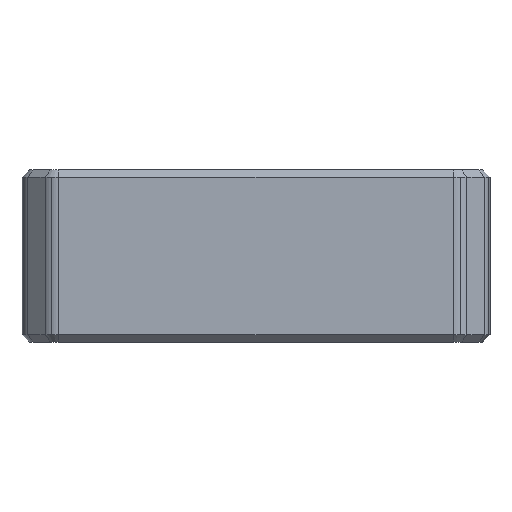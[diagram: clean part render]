
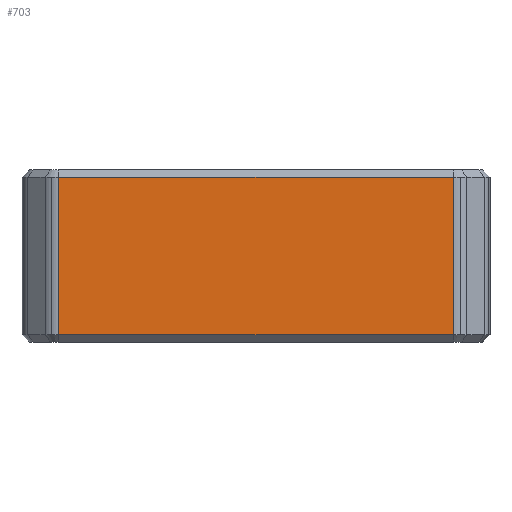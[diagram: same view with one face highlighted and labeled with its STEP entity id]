
A CAD part, front view. The second image highlights one B-rep face of the part: STEP entity #703.
In plain terms, the highlighted planar face has unit normal (0, -1, 0).
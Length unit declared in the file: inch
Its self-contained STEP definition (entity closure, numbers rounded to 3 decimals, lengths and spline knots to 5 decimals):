
#131 = VERTEX_POINT ( 'NONE', #1663 ) ;
#138 = LINE ( 'NONE', #525, #2362 ) ;
#210 = VERTEX_POINT ( 'NONE', #2188 ) ;
#276 = LINE ( 'NONE', #1531, #1779 ) ;
#299 = DIRECTION ( 'NONE',  ( 0., 0., 1. ) ) ;
#340 = VERTEX_POINT ( 'NONE', #1617 ) ;
#349 = ORIENTED_EDGE ( 'NONE', *, *, #413, .T. ) ;
#409 = DIRECTION ( 'NONE',  ( 1., 0., 0. ) ) ;
#413 = EDGE_CURVE ( 'NONE', #210, #340, #276, .T. ) ;
#525 = CARTESIAN_POINT ( 'NONE',  ( 0.3937, 0., -1.37101 ) ) ;
#566 = EDGE_CURVE ( 'NONE', #1698, #340, #1171, .T. ) ;
#703 = ADVANCED_FACE ( 'NONE', ( #833 ), #1285, .F. ) ;
#763 = DIRECTION ( 'NONE',  ( -1., 0., 0. ) ) ;
#833 = FACE_OUTER_BOUND ( 'NONE', #1238, .T. ) ;
#922 = VECTOR ( 'NONE', #1407, 39.37008 ) ;
#961 = ORIENTED_EDGE ( 'NONE', *, *, #2320, .T. ) ;
#998 = VECTOR ( 'NONE', #299, 39.37008 ) ;
#1027 = ORIENTED_EDGE ( 'NONE', *, *, #566, .F. ) ;
#1171 = LINE ( 'NONE', #2215, #922 ) ;
#1228 = DIRECTION ( 'NONE',  ( 1., 0., 0. ) ) ;
#1238 = EDGE_LOOP ( 'NONE', ( #1027, #961, #2107, #349 ) ) ;
#1285 = PLANE ( 'NONE',  #2057 ) ;
#1407 = DIRECTION ( 'NONE',  ( 0., 0., -1. ) ) ;
#1432 = DIRECTION ( 'NONE',  ( 0., 1., 0. ) ) ;
#1531 = CARTESIAN_POINT ( 'NONE',  ( 0.2351, 0., -2.01599 ) ) ;
#1617 = CARTESIAN_POINT ( 'NONE',  ( 0.2351, 0., -2.01599 ) ) ;
#1640 = CARTESIAN_POINT ( 'NONE',  ( 0.3937, 0., -1.5748 ) ) ;
#1663 = CARTESIAN_POINT ( 'NONE',  ( -1.38471, 0., -1.37101 ) ) ;
#1698 = VERTEX_POINT ( 'NONE', #2556 ) ;
#1779 = VECTOR ( 'NONE', #409, 39.37008 ) ;
#2057 = AXIS2_PLACEMENT_3D ( 'NONE', #1640, #1432, #1228 ) ;
#2107 = ORIENTED_EDGE ( 'NONE', *, *, #2333, .F. ) ;
#2188 = CARTESIAN_POINT ( 'NONE',  ( -1.38471, 0., -2.01599 ) ) ;
#2200 = LINE ( 'NONE', #2258, #998 ) ;
#2215 = CARTESIAN_POINT ( 'NONE',  ( 0.2351, 0., -1.5748 ) ) ;
#2258 = CARTESIAN_POINT ( 'NONE',  ( -1.38471, 0., -1.5748 ) ) ;
#2320 = EDGE_CURVE ( 'NONE', #1698, #131, #138, .T. ) ;
#2333 = EDGE_CURVE ( 'NONE', #210, #131, #2200, .T. ) ;
#2362 = VECTOR ( 'NONE', #763, 39.37008 ) ;
#2556 = CARTESIAN_POINT ( 'NONE',  ( 0.2351, 0., -1.37101 ) ) ;
